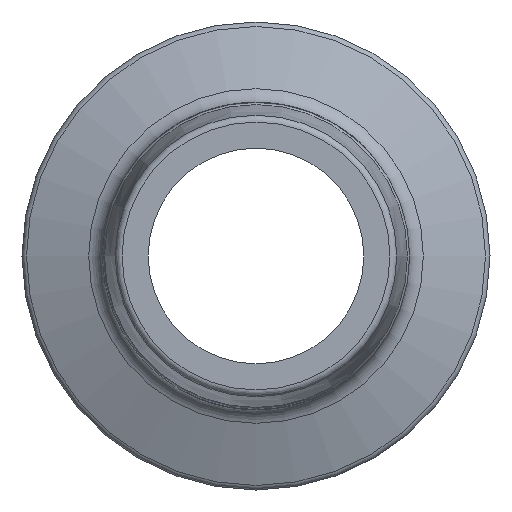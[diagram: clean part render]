
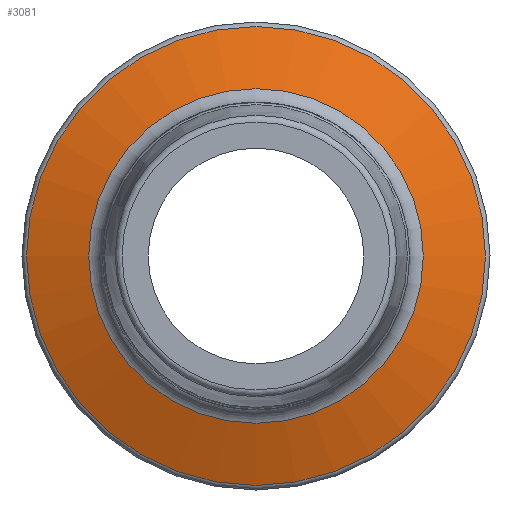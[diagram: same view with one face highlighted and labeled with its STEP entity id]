
A CAD part, left-side view. The second image highlights one B-rep face of the part: STEP entity #3081.
In plain terms, the highlighted conical face has half-angle 70 degrees and reference radius 21.463 mm.
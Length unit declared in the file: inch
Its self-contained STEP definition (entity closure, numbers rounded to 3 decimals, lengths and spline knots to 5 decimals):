
#158=CARTESIAN_POINT('',(2.66216,0.72922,0.));
#159=VERTEX_POINT('',#158);
#160=CARTESIAN_POINT('',(2.66216,0.0,0.));
#161=DIRECTION('',(-1.0,0.0,0.0));
#162=DIRECTION('',(0.0,-1.0,0.0));
#163=AXIS2_PLACEMENT_3D('',#160,#161,#162);
#164=CIRCLE('',#163,0.72922);
#165=EDGE_CURVE('',#159,#159,#164,.T.);
#3062=CARTESIAN_POINT('',(2.70431,0.0,0.0));
#3063=DIRECTION('',(1.0,0.0,0.0));
#3064=DIRECTION('',(0.0,1.0,0.0));
#3065=AXIS2_PLACEMENT_3D('',#3062,#3063,#3064);
#3066=CONICAL_SURFACE('',#3065,0.845,70.);
#3067=CARTESIAN_POINT('',(2.76082,1.00026,0.0));
#3068=VERTEX_POINT('',#3067);
#3069=CARTESIAN_POINT('',(2.76082,0.0,0.));
#3070=DIRECTION('',(1.0,0.0,0.0));
#3071=DIRECTION('',(0.0,-1.0,0.0));
#3072=AXIS2_PLACEMENT_3D('',#3069,#3070,#3071);
#3073=CIRCLE('',#3072,1.00026);
#3074=EDGE_CURVE('',#3068,#3068,#3073,.T.);
#3075=ORIENTED_EDGE('',*,*,#3074,.F.);
#3076=EDGE_LOOP('',(#3075));
#3077=FACE_OUTER_BOUND('',#3076,.T.);
#3078=ORIENTED_EDGE('',*,*,#165,.F.);
#3079=EDGE_LOOP('',(#3078));
#3080=FACE_BOUND('',#3079,.T.);
#3081=ADVANCED_FACE('',(#3077,#3080),#3066,.T.);
